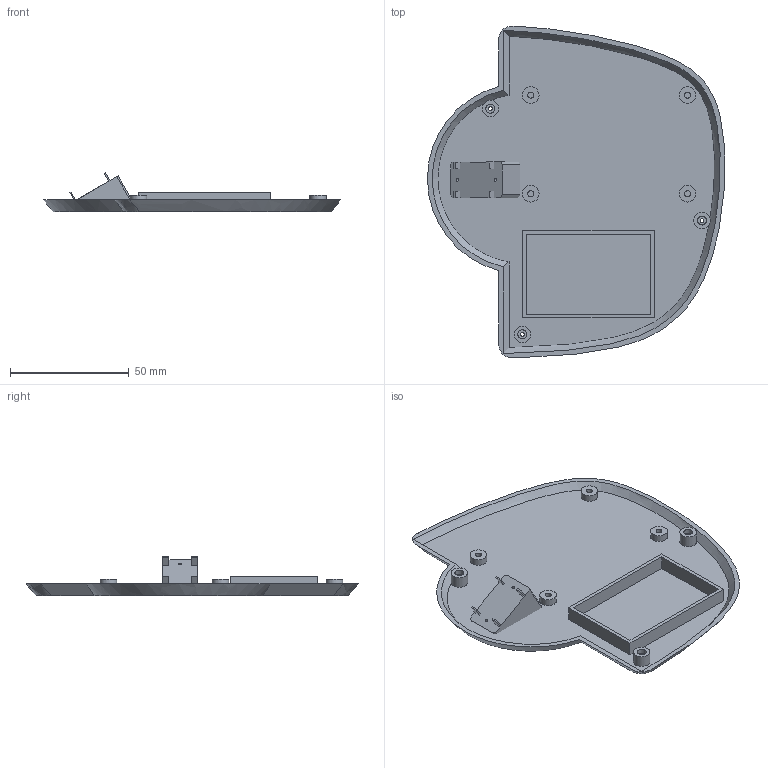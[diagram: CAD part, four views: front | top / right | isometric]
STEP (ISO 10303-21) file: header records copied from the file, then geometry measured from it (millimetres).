
FILE_DESCRIPTION(/* description */ (''),/* implementation_level */ '2;1');
FILE_NAME(/* name */ 'chasis.step',/* time_stamp */ '2025-05-18T10:05:31+09:00',/* author */ (''),/* organization */ (''),/* preprocessor_version */ 'ST-DEVELOPER v20.1',/* originating_system */ 'Autodesk Translation Framework v14.4.0.0',/* authorisation */ '');
FILE_SCHEMA (('AUTOMOTIVE_DESIGN { 1 0 10303 214 3 1 1 }'));
Length unit declared in the file: millimetre
Products named in the file (5): シャーシ; ユニバ基板配置; バッテリボックス (1); ジョイステ受け; 接続用なじ穴
Assembly tree (4 placements, depth 2):
  シャーシ
    ユニバ基板配置
    バッテリボックス (1)
    ジョイステ受け
    接続用なじ穴
Bounding box: 125.11 x 139.78 x 16.6 mm (x, y, z)
Volume: 32360.1 mm3; surface area: 33676.8 mm2
Topology: 10 solids, 10 shells, 95 faces, 202 edges, 135 vertices
Faces by surface type: plane 61, cylinder 28, bspline 6
Full cylindrical faces by diameter (mm): 1.221 x3, 1.623 x3, 2.529 x5, 3.8 x6, 7 x7
Entity records: 3521 total; most frequent: CARTESIAN_POINT 1256, DIRECTION 443, ORIENTED_EDGE 404, EDGE_CURVE 202, AXIS2_PLACEMENT_3D 157, VERTEX_POINT 135, LINE 129, VECTOR 129
